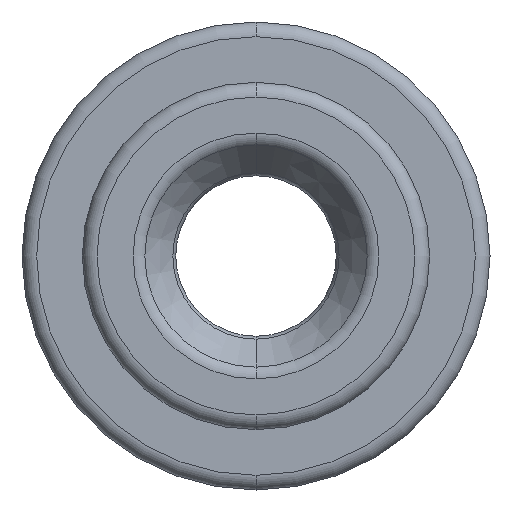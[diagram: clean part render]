
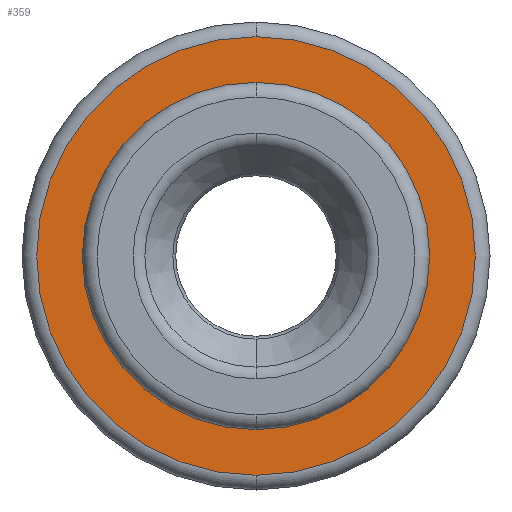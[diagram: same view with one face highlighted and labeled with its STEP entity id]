
A CAD part, front view. The second image highlights one B-rep face of the part: STEP entity #359.
In plain terms, the highlighted planar face has unit normal (0, -1, 0).
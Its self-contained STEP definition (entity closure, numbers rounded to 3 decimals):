
#7 = ORIENTED_EDGE ( 'NONE', *, *, #441, .T. ) ;
#18 = VERTEX_POINT ( 'NONE', #1133 ) ;
#40 = EDGE_LOOP ( 'NONE', ( #409, #57 ) ) ;
#57 = ORIENTED_EDGE ( 'NONE', *, *, #550, .T. ) ;
#124 = VERTEX_POINT ( 'NONE', #569 ) ;
#192 = CIRCLE ( 'NONE', #325, 1.49 ) ;
#198 = DIRECTION ( 'NONE',  ( 0., 0., -1. ) ) ;
#205 = DIRECTION ( 'NONE',  ( 0., -1., 0. ) ) ;
#211 = CARTESIAN_POINT ( 'NONE',  ( 0., 2.95, 0. ) ) ;
#271 = AXIS2_PLACEMENT_3D ( 'NONE', #360, #365, #343 ) ;
#290 = CARTESIAN_POINT ( 'NONE',  ( 0., 2.95, -1.49 ) ) ;
#324 = CIRCLE ( 'NONE', #782, 0.885 ) ;
#325 = AXIS2_PLACEMENT_3D ( 'NONE', #211, #205, #198 ) ;
#343 = DIRECTION ( 'NONE',  ( 0., 0., -1. ) ) ;
#346 = PLANE ( 'NONE',  #271 ) ;
#349 = CIRCLE ( 'NONE', #638, 1.49 ) ;
#359 = ADVANCED_FACE ( 'NONE', ( #364, #1094 ), #346, .T. ) ;
#360 = CARTESIAN_POINT ( 'NONE',  ( 0., 2.95, 0. ) ) ;
#364 = FACE_BOUND ( 'NONE', #1064, .T. ) ;
#365 = DIRECTION ( 'NONE',  ( 0., -1., 0. ) ) ;
#377 = EDGE_CURVE ( 'NONE', #1028, #1087, #192, .T. ) ;
#388 = DIRECTION ( 'NONE',  ( 0., 0., -1. ) ) ;
#393 = DIRECTION ( 'NONE',  ( 0., -1., 0. ) ) ;
#399 = CARTESIAN_POINT ( 'NONE',  ( 0., 2.95, 0. ) ) ;
#409 = ORIENTED_EDGE ( 'NONE', *, *, #377, .T. ) ;
#441 = EDGE_CURVE ( 'NONE', #124, #18, #324, .T. ) ;
#477 = CARTESIAN_POINT ( 'NONE',  ( 0., 2.95, 0. ) ) ;
#495 = AXIS2_PLACEMENT_3D ( 'NONE', #537, #534, #533 ) ;
#525 = EDGE_CURVE ( 'NONE', #18, #124, #545, .T. ) ;
#529 = DIRECTION ( 'NONE',  ( 0., 0., -1. ) ) ;
#533 = DIRECTION ( 'NONE',  ( 0., 0., -1. ) ) ;
#534 = DIRECTION ( 'NONE',  ( 0., 1., 0. ) ) ;
#537 = CARTESIAN_POINT ( 'NONE',  ( 0., 2.95, 0. ) ) ;
#542 = DIRECTION ( 'NONE',  ( 0., 1., 0. ) ) ;
#545 = CIRCLE ( 'NONE', #495, 0.885 ) ;
#550 = EDGE_CURVE ( 'NONE', #1087, #1028, #349, .T. ) ;
#569 = CARTESIAN_POINT ( 'NONE',  ( 0., 2.95, -0.885 ) ) ;
#617 = CARTESIAN_POINT ( 'NONE',  ( 0., 2.95, 1.49 ) ) ;
#638 = AXIS2_PLACEMENT_3D ( 'NONE', #399, #393, #388 ) ;
#782 = AXIS2_PLACEMENT_3D ( 'NONE', #477, #542, #529 ) ;
#1028 = VERTEX_POINT ( 'NONE', #290 ) ;
#1064 = EDGE_LOOP ( 'NONE', ( #7, #1129 ) ) ;
#1087 = VERTEX_POINT ( 'NONE', #617 ) ;
#1094 = FACE_OUTER_BOUND ( 'NONE', #40, .T. ) ;
#1129 = ORIENTED_EDGE ( 'NONE', *, *, #525, .T. ) ;
#1133 = CARTESIAN_POINT ( 'NONE',  ( 0., 2.95, 0.885 ) ) ;
